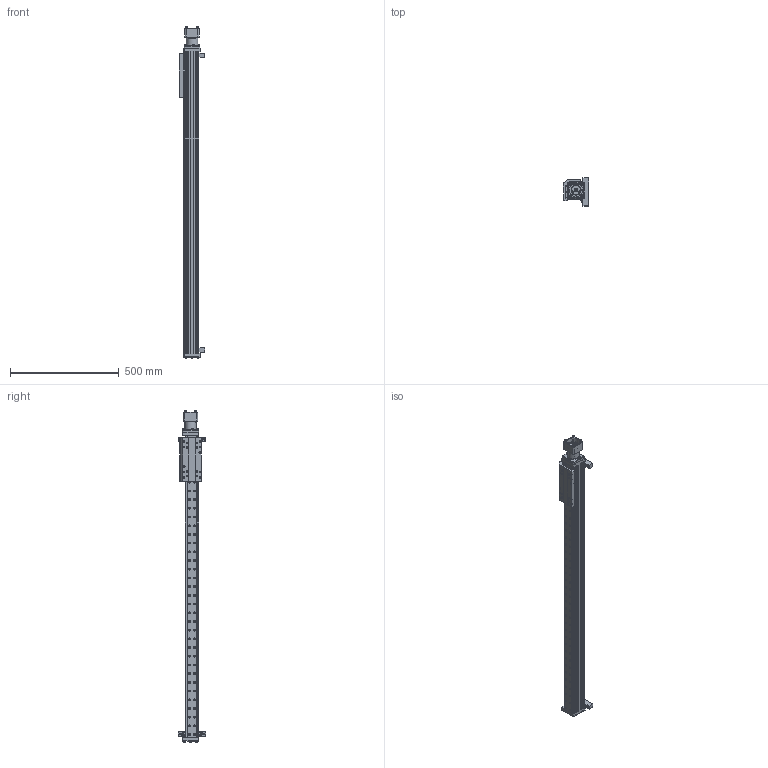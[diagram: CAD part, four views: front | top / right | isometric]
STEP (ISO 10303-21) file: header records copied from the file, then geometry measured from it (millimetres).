
FILE_DESCRIPTION (( 'STEP AP203' ), '1' );
FILE_NAME ('MXE40P_BN02_SK46.000_MXE-479215-1.step', '2025-01-16T21:15:35', ( '' ), ( '' ), 'SwSTEP 2.0', 'SolidWorks 2024', '' );
FILE_SCHEMA (( 'CONFIG_CONTROL_DESIGN' ));
Length unit declared in the file: inch
Products named in the file (7): 83409504_MXE40P_BN02_SK46.000_MXE-479215-1; Base_MXE40P_BN02_SK46.000_MXE-479215-1; tempJoin1_45109054_MXE40P_BN02_SK46.000_MXE-479215-1; MXE40P_BN02_SK46.000_MXE-479215-1; 83409017_MXE40P_BN02_SK46.000_MXE-479215-1; 83409006_MXE40P_BN02_SK46.000_MXE-479215-1; 81409802_MXE40P_BN02_SK46.000_MXE-479215-1
Assembly tree (8 placements, depth 2):
  MXE40P_BN02_SK46.000_MXE-479215-1
    83409504_MXE40P_BN02_SK46.000_MXE-479215-1
    81409802_MXE40P_BN02_SK46.000_MXE-479215-1  x2
    83409017_MXE40P_BN02_SK46.000_MXE-479215-1  x2
    tempJoin1_45109054_MXE40P_BN02_SK46.000_MXE-479215-1
    83409006_MXE40P_BN02_SK46.000_MXE-479215-1
    Base_MXE40P_BN02_SK46.000_MXE-479215-1
Bounding box: 115.11 x 127 x 1526.25 mm (x, y, z)
Volume: 5356722.4 mm3; surface area: 1211468.7 mm2
Topology: 13 solids, 55 shells, 2503 faces, 6071 edges, 3848 vertices
Faces by surface type: plane 1284, cylinder 909, sphere 100, cone 97, torus 97, bspline 16
Full cylindrical faces by diameter (mm): 1.981 x2, 2.7 x8, 2.997 x6, 3 x4, 3.3 x8, 4 x9, 4.2 x12, 4.201 x4, 4.318 x1, 4.5 x70, 4.57 x8, 4.762 x2, 4.768 x2, 4.775 x4, 5 x24, 5.001 x4, 5.334 x4, 5.461 x2, 5.5 x4, 5.69 x4, 6 x12, 6.4 x4, 6.528 x8, 7 x13, 7.137 x8, 7.14 x6, 7.9 x8, 7.925 x2, 7.95 x4, 7.976 x2
Entity records: 66217 total; most frequent: CARTESIAN_POINT 12798, DIRECTION 11370, ORIENTED_EDGE 9794, EDGE_CURVE 4897, AXIS2_PLACEMENT_3D 4279, VERTEX_POINT 3435, EDGE_LOOP 3252, VECTOR 2812
